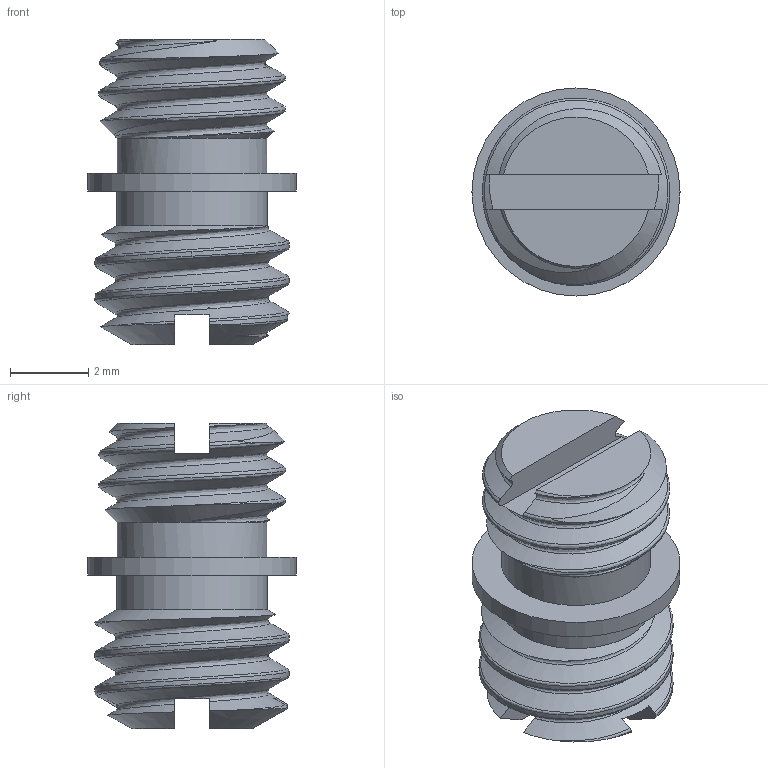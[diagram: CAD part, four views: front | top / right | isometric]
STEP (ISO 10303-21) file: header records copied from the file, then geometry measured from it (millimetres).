
FILE_DESCRIPTION(/* description */ (''),/* implementation_level */ '2;1');
FILE_NAME(/* name */ 'MHT160-4A.stp',/* time_stamp */ '2026-02-03T09:53:42-05:00',/* author */ ('cthayer'),/* organization */ (''),/* preprocessor_version */ 'ST-DEVELOPER v20',/* originating_system */ 'Autodesk Inventor 2025',/* authorisation */ '');
FILE_SCHEMA (('AUTOMOTIVE_DESIGN { 1 0 10303 214 3 1 1 }'));
Length unit declared in the file: inch
Products named in the file (2): MH108-32B; MHP10220
Assembly tree (1 placements, depth 2):
  MH108-32B
    MHP10220
Bounding box: 5.33 x 5.33 x 7.82 mm (x, y, z)
Volume: 105.5 mm3; surface area: 207.9 mm2
Topology: 1 solids, 1 shells, 62 faces, 170 edges, 112 vertices
Faces by surface type: bspline 24, plane 21, cone 10, cylinder 7
Full cylindrical faces by diameter (mm): 3.83 x1, 3.861 x1, 4.978 x1, 5.334 x1
Entity records: 4648 total; most frequent: CARTESIAN_POINT 3218, ORIENTED_EDGE 340, EDGE_CURVE 170, DIRECTION 158, VERTEX_POINT 112, B_SPLINE_CURVE_WITH_KNOTS 103, EDGE_LOOP 64, STYLED_ITEM 64
